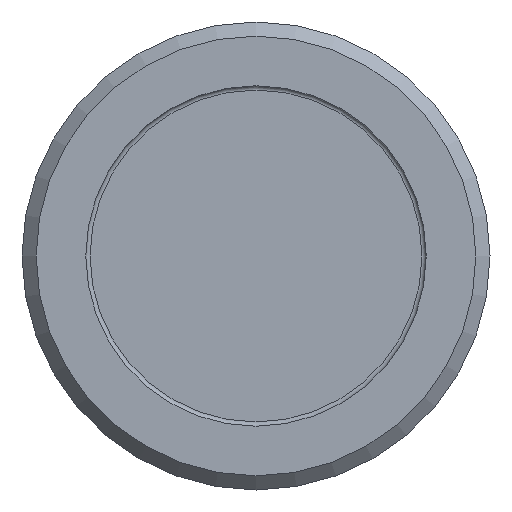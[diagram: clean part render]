
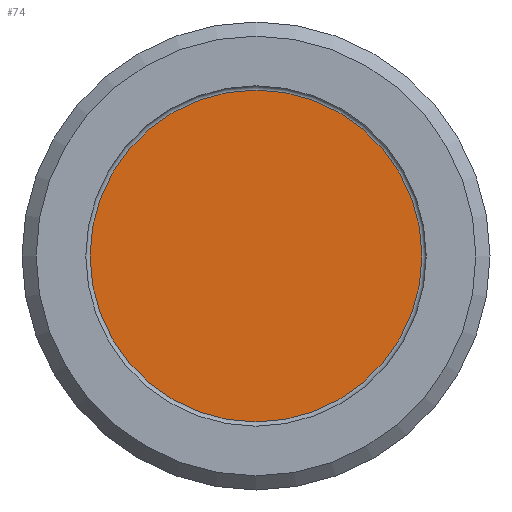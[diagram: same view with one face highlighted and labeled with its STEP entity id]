
A CAD part, left-side view. The second image highlights one B-rep face of the part: STEP entity #74.
In plain terms, the highlighted planar face has unit normal (-1, 0, 0).
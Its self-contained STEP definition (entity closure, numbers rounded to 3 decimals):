
#74 = ADVANCED_FACE( '', ( #162 ), #163, .F. );
#162 = FACE_OUTER_BOUND( '', #261, .T. );
#163 = PLANE( '', #262 );
#261 = EDGE_LOOP( '', ( #405 ) );
#262 = AXIS2_PLACEMENT_3D( '', #406, #407, #408 );
#405 = ORIENTED_EDGE( '', *, *, #546, .F. );
#406 = CARTESIAN_POINT( '', ( 0.4, 0., 0. ) );
#407 = DIRECTION( '', ( 1., 0., 0. ) );
#408 = DIRECTION( '', ( 0., 0., -1. ) );
#546 = EDGE_CURVE( '', #640, #640, #641, .T. );
#640 = VERTEX_POINT( '', #770 );
#641 = CIRCLE( '', #771, 15.6 );
#770 = CARTESIAN_POINT( '', ( 0.4, 0., -15.6 ) );
#771 = AXIS2_PLACEMENT_3D( '', #928, #929, #930 );
#928 = CARTESIAN_POINT( '', ( 0.4, 0., 0. ) );
#929 = DIRECTION( '', ( 1., 0., 0. ) );
#930 = DIRECTION( '', ( 0., 0., -1. ) );
